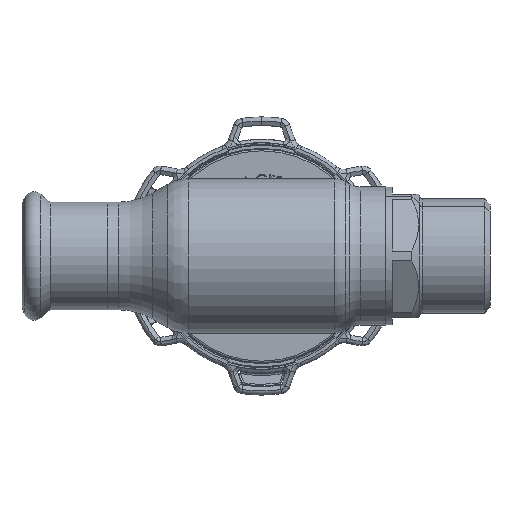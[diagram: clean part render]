
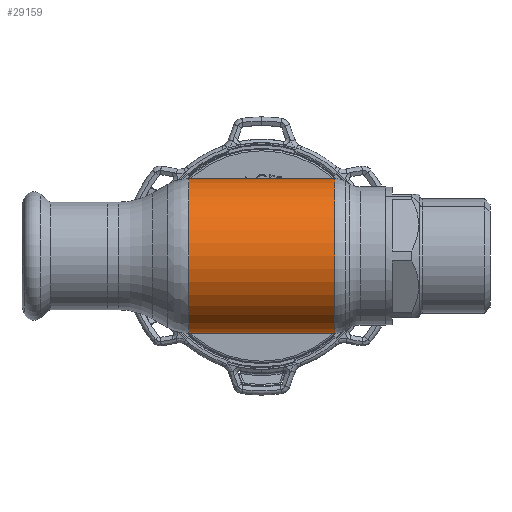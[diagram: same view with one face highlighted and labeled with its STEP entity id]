
A CAD part, front view. The second image highlights one B-rep face of the part: STEP entity #29159.
In plain terms, the highlighted cylindrical face has radius 22.5 mm (diameter 45 mm), a partial arc.
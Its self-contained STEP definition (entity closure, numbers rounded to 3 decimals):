
#3022 = EDGE_CURVE ( 'NONE', #39178, #7742, #28352, .T. ) ;
#3458 = CARTESIAN_POINT ( 'NONE',  ( -21.285, 0., 0. ) ) ;
#3737 = ORIENTED_EDGE ( 'NONE', *, *, #22557, .T. ) ;
#5290 = CARTESIAN_POINT ( 'NONE',  ( -21.285, 0., -22.5 ) ) ;
#6080 = FACE_OUTER_BOUND ( 'NONE', #9072, .T. ) ;
#6354 = CARTESIAN_POINT ( 'NONE',  ( 21.285, 0., 0. ) ) ;
#7742 = VERTEX_POINT ( 'NONE', #39754 ) ;
#7913 = LINE ( 'NONE', #11206, #21793 ) ;
#8977 = DIRECTION ( 'NONE',  ( -1., 0., 0. ) ) ;
#9072 = EDGE_LOOP ( 'NONE', ( #30674, #3737, #33065, #40038 ) ) ;
#9227 = EDGE_CURVE ( 'NONE', #21629, #7742, #7913, .T. ) ;
#11206 = CARTESIAN_POINT ( 'NONE',  ( -62.69, 0., 22.5 ) ) ;
#11843 = DIRECTION ( 'NONE',  ( 0., 0., 1. ) ) ;
#14926 = CYLINDRICAL_SURFACE ( 'NONE', #36246, 22.5 ) ;
#15181 = CARTESIAN_POINT ( 'NONE',  ( -62.69, 0., -22.5 ) ) ;
#15823 = DIRECTION ( 'NONE',  ( 0., 0., 1. ) ) ;
#18648 = LINE ( 'NONE', #15181, #31382 ) ;
#19470 = DIRECTION ( 'NONE',  ( -1., 0., 0. ) ) ;
#21629 = VERTEX_POINT ( 'NONE', #28746 ) ;
#21793 = VECTOR ( 'NONE', #23715, 1000. ) ;
#22557 = EDGE_CURVE ( 'NONE', #23496, #21629, #35009, .T. ) ;
#23496 = VERTEX_POINT ( 'NONE', #25775 ) ;
#23715 = DIRECTION ( 'NONE',  ( -1., 0., 0. ) ) ;
#25238 = DIRECTION ( 'NONE',  ( -1., 0., 0. ) ) ;
#25470 = EDGE_CURVE ( 'NONE', #23496, #39178, #18648, .T. ) ;
#25775 = CARTESIAN_POINT ( 'NONE',  ( 21.285, 0., -22.5 ) ) ;
#28352 = CIRCLE ( 'NONE', #32311, 22.5 ) ;
#28746 = CARTESIAN_POINT ( 'NONE',  ( 21.285, 0., 22.5 ) ) ;
#29159 = ADVANCED_FACE ( 'NONE', ( #6080 ), #14926, .T. ) ;
#30674 = ORIENTED_EDGE ( 'NONE', *, *, #25470, .F. ) ;
#31382 = VECTOR ( 'NONE', #8977, 1000. ) ;
#31983 = DIRECTION ( 'NONE',  ( 0., 0., 1. ) ) ;
#32311 = AXIS2_PLACEMENT_3D ( 'NONE', #3458, #25238, #15823 ) ;
#33065 = ORIENTED_EDGE ( 'NONE', *, *, #9227, .T. ) ;
#33987 = CARTESIAN_POINT ( 'NONE',  ( -62.69, 0., 0. ) ) ;
#35009 = CIRCLE ( 'NONE', #38986, 22.5 ) ;
#36246 = AXIS2_PLACEMENT_3D ( 'NONE', #33987, #40203, #11843 ) ;
#38986 = AXIS2_PLACEMENT_3D ( 'NONE', #6354, #19470, #31983 ) ;
#39178 = VERTEX_POINT ( 'NONE', #5290 ) ;
#39754 = CARTESIAN_POINT ( 'NONE',  ( -21.285, 0., 22.5 ) ) ;
#40038 = ORIENTED_EDGE ( 'NONE', *, *, #3022, .F. ) ;
#40203 = DIRECTION ( 'NONE',  ( -1., 0., 0. ) ) ;
